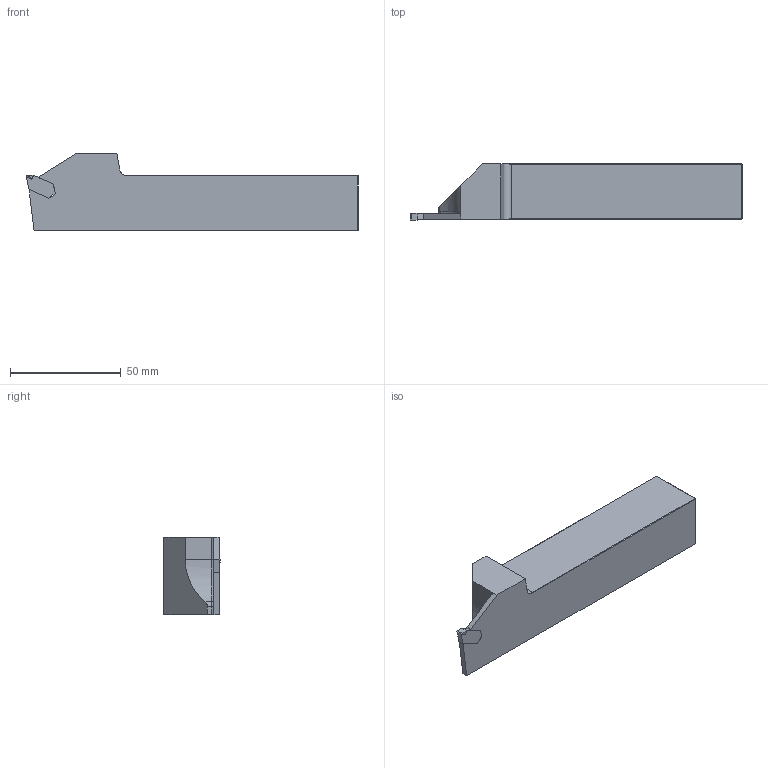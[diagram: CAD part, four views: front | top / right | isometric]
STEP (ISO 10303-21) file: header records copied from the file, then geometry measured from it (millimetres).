
FILE_DESCRIPTION(/* description */ (''),/* implementation_level */ '2;1');
FILE_NAME(/* name */ 'ADKT-ARN-R-2525-3-T22.stp',/* time_stamp */ '2023-10-30T20:38:56+03:00',/* author */ (''),/* organization */ (''),/* preprocessor_version */ 'ST-DEVELOPER v19.4',/* originating_system */ 'SIEMENS PLM Software NX2306.3001',/* authorisation */ '');
FILE_SCHEMA (('AUTOMOTIVE_DESIGN { 1 0 10303 214 3 1 1 1 }'));
Length unit declared in the file: millimetre
Products named in the file (1): ADKT-ARN-R-2525-3-T22-light
Bounding box: 150 x 25.35 x 35 mm (x, y, z)
Volume: 84990 mm3; surface area: 15889.1 mm2
Topology: 2 solids, 2 shells, 49 faces, 124 edges, 79 vertices
Faces by surface type: plane 41, cylinder 6, torus 2
Entity records: 1583 total; most frequent: CARTESIAN_POINT 253, ORIENTED_EDGE 248, DIRECTION 242, EDGE_CURVE 124, LINE 106, VECTOR 106, VERTEX_POINT 79, AXIS2_PLACEMENT_3D 68
